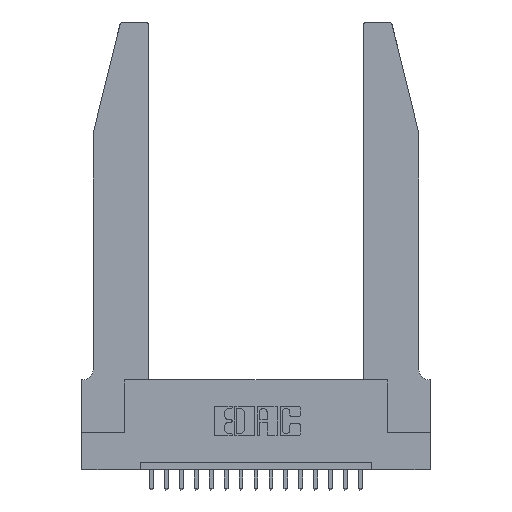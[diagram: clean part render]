
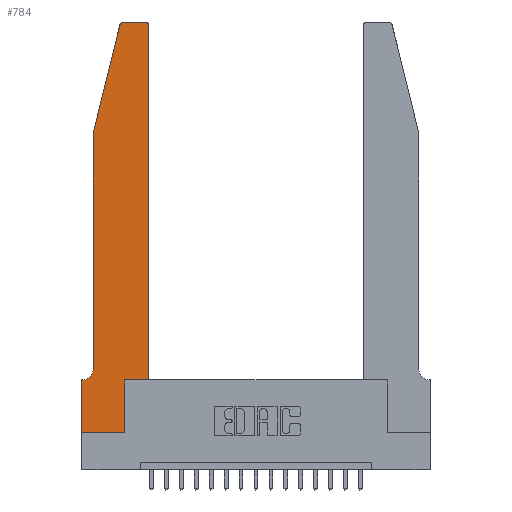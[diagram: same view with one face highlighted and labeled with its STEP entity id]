
A CAD part, top view. The second image highlights one B-rep face of the part: STEP entity #784.
In plain terms, the highlighted planar face has unit normal (0, 0, 1).
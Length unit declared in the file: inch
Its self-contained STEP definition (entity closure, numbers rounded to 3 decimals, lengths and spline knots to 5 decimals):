
#25 = CARTESIAN_POINT ( 'NONE',  ( 0.2865, 0., 0.37 ) ) ;
#94 = ORIENTED_EDGE ( 'NONE', *, *, #5362, .T. ) ;
#186 = VERTEX_POINT ( 'NONE', #6667 ) ;
#231 = DIRECTION ( 'NONE',  ( 0., 1., 0. ) ) ;
#574 = LINE ( 'NONE', #2598, #16264 ) ;
#784 = ADVANCED_FACE ( 'NONE', ( #1799 ), #10493, .T. ) ;
#786 = CARTESIAN_POINT ( 'NONE',  ( 0.4505, 2.72, 0.37 ) ) ;
#1337 = ORIENTED_EDGE ( 'NONE', *, *, #7480, .T. ) ;
#1452 = ORIENTED_EDGE ( 'NONE', *, *, #5269, .T. ) ;
#1789 = EDGE_CURVE ( 'NONE', #186, #2353, #574, .T. ) ;
#1799 = FACE_OUTER_BOUND ( 'NONE', #12631, .T. ) ;
#2301 = ORIENTED_EDGE ( 'NONE', *, *, #12732, .T. ) ;
#2348 = VECTOR ( 'NONE', #14627, 39.37008 ) ;
#2353 = VERTEX_POINT ( 'NONE', #14961 ) ;
#2598 = CARTESIAN_POINT ( 'NONE',  ( 0.0755, 2., 0.37 ) ) ;
#2663 = VERTEX_POINT ( 'NONE', #6925 ) ;
#2785 = LINE ( 'NONE', #11922, #12541 ) ;
#2965 = CARTESIAN_POINT ( 'NONE',  ( 0.284, 2.75, 0.37 ) ) ;
#3079 = ORIENTED_EDGE ( 'NONE', *, *, #15587, .T. ) ;
#3355 = CARTESIAN_POINT ( 'NONE',  ( 0.4505, 0.35, 0.37 ) ) ;
#3634 = EDGE_CURVE ( 'NONE', #8215, #15525, #16373, .T. ) ;
#3788 = VECTOR ( 'NONE', #8351, 39.37008 ) ;
#3949 = VECTOR ( 'NONE', #15625, 39.37008 ) ;
#4238 = AXIS2_PLACEMENT_3D ( 'NONE', #7592, #4363, #4612 ) ;
#4363 = DIRECTION ( 'NONE',  ( 0., 0., 1. ) ) ;
#4482 = VECTOR ( 'NONE', #16218, 39.37008 ) ;
#4612 = DIRECTION ( 'NONE',  ( 1., 0., 0. ) ) ;
#4798 = EDGE_CURVE ( 'NONE', #13970, #2663, #16152, .T. ) ;
#5050 = LINE ( 'NONE', #14045, #6512 ) ;
#5119 = CARTESIAN_POINT ( 'NONE',  ( 0.4205, 2.75, 0.37 ) ) ;
#5269 = EDGE_CURVE ( 'NONE', #6485, #8215, #7575, .T. ) ;
#5362 = EDGE_CURVE ( 'NONE', #19592, #6485, #15380, .T. ) ;
#5488 = ORIENTED_EDGE ( 'NONE', *, *, #5533, .T. ) ;
#5533 = EDGE_CURVE ( 'NONE', #11730, #16883, #2785, .T. ) ;
#5588 = CARTESIAN_POINT ( 'NONE',  ( 0.4505, 0.35, 0.37 ) ) ;
#5987 = CARTESIAN_POINT ( 'NONE',  ( 0.2865, 0.35, 0.37 ) ) ;
#6485 = VERTEX_POINT ( 'NONE', #25 ) ;
#6512 = VECTOR ( 'NONE', #12580, 39.37008 ) ;
#6633 = ORIENTED_EDGE ( 'NONE', *, *, #13481, .T. ) ;
#6667 = CARTESIAN_POINT ( 'NONE',  ( 0.25487, 2.72718, 0.37 ) ) ;
#6696 = CARTESIAN_POINT ( 'NONE',  ( 0.2865, 0.35, 0.37 ) ) ;
#6900 = CARTESIAN_POINT ( 'NONE',  ( 0.0755, 0.42, 0.37 ) ) ;
#6925 = CARTESIAN_POINT ( 'NONE',  ( 0., 0.35, 0.37 ) ) ;
#6946 = CARTESIAN_POINT ( 'NONE',  ( 0., 0., 0.37 ) ) ;
#7256 = ORIENTED_EDGE ( 'NONE', *, *, #19516, .T. ) ;
#7406 = DIRECTION ( 'NONE',  ( -1., 0., 0. ) ) ;
#7480 = EDGE_CURVE ( 'NONE', #2353, #14409, #5050, .T. ) ;
#7554 = DIRECTION ( 'NONE',  ( 0., 1., 0. ) ) ;
#7575 = LINE ( 'NONE', #5987, #9923 ) ;
#7592 = CARTESIAN_POINT ( 'NONE',  ( 0., 0.35, 0.37 ) ) ;
#7845 = DIRECTION ( 'NONE',  ( 0., 0., -1. ) ) ;
#8215 = VERTEX_POINT ( 'NONE', #6696 ) ;
#8351 = DIRECTION ( 'NONE',  ( 0., -1., 0. ) ) ;
#8519 = DIRECTION ( 'NONE',  ( 0., 0., 1. ) ) ;
#9525 = CARTESIAN_POINT ( 'NONE',  ( 0.4505, 0.35, 0.37 ) ) ;
#9552 = CIRCLE ( 'NONE', #12820, 0.03 ) ;
#9900 = AXIS2_PLACEMENT_3D ( 'NONE', #17459, #8519, #19135 ) ;
#9923 = VECTOR ( 'NONE', #7554, 39.37008 ) ;
#10354 = LINE ( 'NONE', #9525, #17690 ) ;
#10493 = PLANE ( 'NONE',  #4238 ) ;
#10838 = EDGE_CURVE ( 'NONE', #16883, #186, #9552, .T. ) ;
#10935 = CARTESIAN_POINT ( 'NONE',  ( 0.0755, 0.35, 0.37 ) ) ;
#11261 = ORIENTED_EDGE ( 'NONE', *, *, #10838, .T. ) ;
#11642 = CIRCLE ( 'NONE', #9900, 0.03 ) ;
#11730 = VERTEX_POINT ( 'NONE', #5119 ) ;
#11898 = CARTESIAN_POINT ( 'NONE',  ( 0.0055, 0.35, 0.37 ) ) ;
#11922 = CARTESIAN_POINT ( 'NONE',  ( 0.2605, 2.75, 0.37 ) ) ;
#12442 = CARTESIAN_POINT ( 'NONE',  ( 0., 0., 0.37 ) ) ;
#12541 = VECTOR ( 'NONE', #7406, 39.37008 ) ;
#12580 = DIRECTION ( 'NONE',  ( 0., -1., 0. ) ) ;
#12631 = EDGE_LOOP ( 'NONE', ( #5488, #11261, #17813, #1337, #7256, #14426, #2301, #94, #1452, #15013, #3079, #6633 ) ) ;
#12732 = EDGE_CURVE ( 'NONE', #2663, #19592, #18784, .T. ) ;
#12820 = AXIS2_PLACEMENT_3D ( 'NONE', #16265, #16015, #13424 ) ;
#13032 = DIRECTION ( 'NONE',  ( -0.239, -0.971, 0. ) ) ;
#13424 = DIRECTION ( 'NONE',  ( 1., 0., 0. ) ) ;
#13481 = EDGE_CURVE ( 'NONE', #16458, #11730, #11642, .T. ) ;
#13807 = CARTESIAN_POINT ( 'NONE',  ( 0.0055, 0.42, 0.37 ) ) ;
#13892 = CIRCLE ( 'NONE', #14437, 0.07 ) ;
#13970 = VERTEX_POINT ( 'NONE', #11898 ) ;
#14045 = CARTESIAN_POINT ( 'NONE',  ( 0.0755, 2., 0.37 ) ) ;
#14409 = VERTEX_POINT ( 'NONE', #6900 ) ;
#14426 = ORIENTED_EDGE ( 'NONE', *, *, #4798, .T. ) ;
#14437 = AXIS2_PLACEMENT_3D ( 'NONE', #13807, #7845, #18470 ) ;
#14627 = DIRECTION ( 'NONE',  ( 1., 0., 0. ) ) ;
#14961 = CARTESIAN_POINT ( 'NONE',  ( 0.0755, 2., 0.37 ) ) ;
#15013 = ORIENTED_EDGE ( 'NONE', *, *, #3634, .T. ) ;
#15380 = LINE ( 'NONE', #12442, #3949 ) ;
#15525 = VERTEX_POINT ( 'NONE', #3355 ) ;
#15587 = EDGE_CURVE ( 'NONE', #15525, #16458, #10354, .T. ) ;
#15625 = DIRECTION ( 'NONE',  ( 1., 0., 0. ) ) ;
#16015 = DIRECTION ( 'NONE',  ( 0., 0., 1. ) ) ;
#16152 = LINE ( 'NONE', #10935, #4482 ) ;
#16218 = DIRECTION ( 'NONE',  ( -1., 0., 0. ) ) ;
#16264 = VECTOR ( 'NONE', #13032, 39.37008 ) ;
#16265 = CARTESIAN_POINT ( 'NONE',  ( 0.284, 2.72, 0.37 ) ) ;
#16373 = LINE ( 'NONE', #5588, #2348 ) ;
#16458 = VERTEX_POINT ( 'NONE', #786 ) ;
#16883 = VERTEX_POINT ( 'NONE', #2965 ) ;
#17459 = CARTESIAN_POINT ( 'NONE',  ( 0.4205, 2.72, 0.37 ) ) ;
#17690 = VECTOR ( 'NONE', #231, 39.37008 ) ;
#17813 = ORIENTED_EDGE ( 'NONE', *, *, #1789, .T. ) ;
#18470 = DIRECTION ( 'NONE',  ( -1., 0., 0. ) ) ;
#18784 = LINE ( 'NONE', #6946, #3788 ) ;
#19135 = DIRECTION ( 'NONE',  ( 1., 0., 0. ) ) ;
#19314 = CARTESIAN_POINT ( 'NONE',  ( 0., 0., 0.37 ) ) ;
#19516 = EDGE_CURVE ( 'NONE', #14409, #13970, #13892, .T. ) ;
#19592 = VERTEX_POINT ( 'NONE', #19314 ) ;
